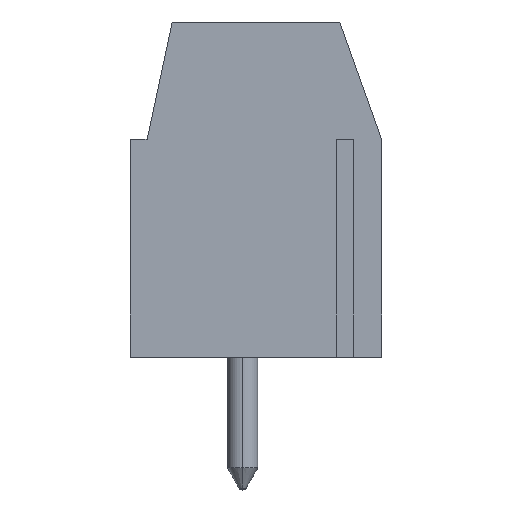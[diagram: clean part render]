
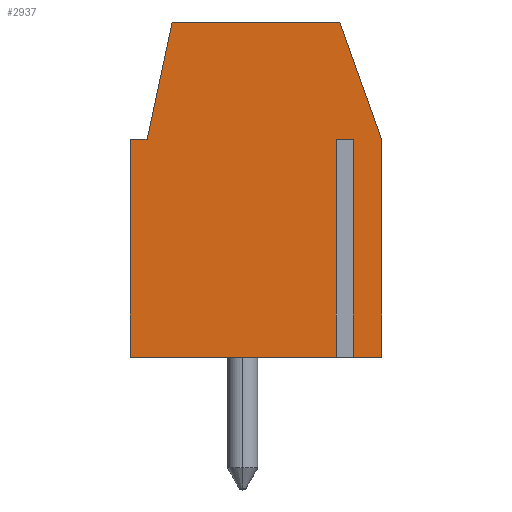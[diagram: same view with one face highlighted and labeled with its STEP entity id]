
A CAD part, top view. The second image highlights one B-rep face of the part: STEP entity #2937.
In plain terms, the highlighted planar face has unit normal (0, 0, 1).
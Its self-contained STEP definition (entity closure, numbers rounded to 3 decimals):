
#2 = VERTEX_POINT ( 'NONE', #2294 ) ;
#42 = EDGE_CURVE ( 'NONE', #3630, #2619, #1473, .T. ) ;
#46 = VERTEX_POINT ( 'NONE', #2710 ) ;
#65 = ORIENTED_EDGE ( 'NONE', *, *, #648, .T. ) ;
#73 = CARTESIAN_POINT ( 'NONE',  ( -3.25, 6.5, 5. ) ) ;
#104 = VECTOR ( 'NONE', #1843, 1000. ) ;
#206 = VERTEX_POINT ( 'NONE', #73 ) ;
#280 = ORIENTED_EDGE ( 'NONE', *, *, #598, .T. ) ;
#288 = DIRECTION ( 'NONE',  ( -1., 0., 0. ) ) ;
#293 = CARTESIAN_POINT ( 'NONE',  ( 2.9, 6.5, 5. ) ) ;
#346 = FACE_OUTER_BOUND ( 'NONE', #1249, .T. ) ;
#424 = VECTOR ( 'NONE', #1478, 1000. ) ;
#462 = VECTOR ( 'NONE', #1327, 1000. ) ;
#517 = DIRECTION ( 'NONE',  ( -1., 0., 0. ) ) ;
#524 = CARTESIAN_POINT ( 'NONE',  ( -3.75, 0., 5. ) ) ;
#529 = CARTESIAN_POINT ( 'NONE',  ( -3.25, 6.5, 5. ) ) ;
#542 = CARTESIAN_POINT ( 'NONE',  ( 2.4, 6.5, 5. ) ) ;
#566 = CARTESIAN_POINT ( 'NONE',  ( 0., 6.5, 5. ) ) ;
#598 = EDGE_CURVE ( 'NONE', #1240, #1198, #1120, .T. ) ;
#648 = EDGE_CURVE ( 'NONE', #2576, #1041, #3391, .T. ) ;
#657 = DIRECTION ( 'NONE',  ( 0., 0., -1. ) ) ;
#691 = ORIENTED_EDGE ( 'NONE', *, *, #2793, .F. ) ;
#850 = CARTESIAN_POINT ( 'NONE',  ( 3.75, 6.5, 5. ) ) ;
#857 = EDGE_CURVE ( 'NONE', #2091, #3694, #2306, .T. ) ;
#956 = EDGE_CURVE ( 'NONE', #46, #2091, #2986, .T. ) ;
#981 = ORIENTED_EDGE ( 'NONE', *, *, #956, .T. ) ;
#1017 = EDGE_CURVE ( 'NONE', #3630, #2576, #1558, .T. ) ;
#1041 = VERTEX_POINT ( 'NONE', #1509 ) ;
#1052 = ORIENTED_EDGE ( 'NONE', *, *, #3041, .T. ) ;
#1111 = LINE ( 'NONE', #2365, #462 ) ;
#1120 = LINE ( 'NONE', #850, #424 ) ;
#1124 = CARTESIAN_POINT ( 'NONE',  ( -3.75, 6.5, 5. ) ) ;
#1161 = CARTESIAN_POINT ( 'NONE',  ( 2.5, 10., 5. ) ) ;
#1198 = VERTEX_POINT ( 'NONE', #1161 ) ;
#1206 = CARTESIAN_POINT ( 'NONE',  ( 2.4, 6.5, 5. ) ) ;
#1240 = VERTEX_POINT ( 'NONE', #2412 ) ;
#1249 = EDGE_LOOP ( 'NONE', ( #1862, #691, #3769, #3763, #65, #1707, #280, #1052, #2973, #1706, #981 ) ) ;
#1327 = DIRECTION ( 'NONE',  ( -1., 0., 0. ) ) ;
#1330 = DIRECTION ( 'NONE',  ( 0., -1., 0. ) ) ;
#1473 = LINE ( 'NONE', #566, #2173 ) ;
#1478 = DIRECTION ( 'NONE',  ( -0.336, 0.942, 0. ) ) ;
#1509 = CARTESIAN_POINT ( 'NONE',  ( 3.75, 0., 5. ) ) ;
#1526 = EDGE_CURVE ( 'NONE', #2, #206, #3384, .T. ) ;
#1558 = LINE ( 'NONE', #293, #104 ) ;
#1571 = CARTESIAN_POINT ( 'NONE',  ( -3.75, 0., 5. ) ) ;
#1706 = ORIENTED_EDGE ( 'NONE', *, *, #3620, .T. ) ;
#1707 = ORIENTED_EDGE ( 'NONE', *, *, #1977, .T. ) ;
#1843 = DIRECTION ( 'NONE',  ( 0., -1., 0. ) ) ;
#1855 = DIRECTION ( 'NONE',  ( 1., 0., 0. ) ) ;
#1858 = PLANE ( 'NONE',  #3484 ) ;
#1862 = ORIENTED_EDGE ( 'NONE', *, *, #857, .T. ) ;
#1977 = EDGE_CURVE ( 'NONE', #1041, #1240, #3424, .T. ) ;
#1998 = CARTESIAN_POINT ( 'NONE',  ( -3.75, 0., 5. ) ) ;
#2091 = VERTEX_POINT ( 'NONE', #2662 ) ;
#2104 = DIRECTION ( 'NONE',  ( 0., -1., 0. ) ) ;
#2127 = VECTOR ( 'NONE', #2853, 1000. ) ;
#2173 = VECTOR ( 'NONE', #4034, 1000. ) ;
#2294 = CARTESIAN_POINT ( 'NONE',  ( -2.5, 10., 5. ) ) ;
#2306 = LINE ( 'NONE', #1998, #2772 ) ;
#2365 = CARTESIAN_POINT ( 'NONE',  ( -2.5, 10., 5. ) ) ;
#2412 = CARTESIAN_POINT ( 'NONE',  ( 3.75, 6.5, 5. ) ) ;
#2576 = VERTEX_POINT ( 'NONE', #3984 ) ;
#2619 = VERTEX_POINT ( 'NONE', #542 ) ;
#2662 = CARTESIAN_POINT ( 'NONE',  ( -3.75, 0., 5. ) ) ;
#2682 = LINE ( 'NONE', #1124, #3084 ) ;
#2710 = CARTESIAN_POINT ( 'NONE',  ( -3.75, 6.5, 5. ) ) ;
#2758 = LINE ( 'NONE', #1206, #3676 ) ;
#2772 = VECTOR ( 'NONE', #3905, 1000. ) ;
#2793 = EDGE_CURVE ( 'NONE', #2619, #3694, #2758, .T. ) ;
#2814 = CARTESIAN_POINT ( 'NONE',  ( 3.75, 0., 5. ) ) ;
#2822 = CARTESIAN_POINT ( 'NONE',  ( 0., 0., 5. ) ) ;
#2853 = DIRECTION ( 'NONE',  ( 0., 1., 0. ) ) ;
#2854 = VECTOR ( 'NONE', #3368, 1000. ) ;
#2933 = CARTESIAN_POINT ( 'NONE',  ( 2.4, 0., 5. ) ) ;
#2937 = ADVANCED_FACE ( 'NONE', ( #346 ), #1858, .F. ) ;
#2973 = ORIENTED_EDGE ( 'NONE', *, *, #1526, .T. ) ;
#2986 = LINE ( 'NONE', #524, #3846 ) ;
#3041 = EDGE_CURVE ( 'NONE', #1198, #2, #1111, .T. ) ;
#3084 = VECTOR ( 'NONE', #517, 1000. ) ;
#3111 = CARTESIAN_POINT ( 'NONE',  ( 2.9, 6.5, 5. ) ) ;
#3323 = VECTOR ( 'NONE', #1855, 1000. ) ;
#3368 = DIRECTION ( 'NONE',  ( -0.21, -0.978, 0. ) ) ;
#3384 = LINE ( 'NONE', #529, #2854 ) ;
#3391 = LINE ( 'NONE', #1571, #3323 ) ;
#3424 = LINE ( 'NONE', #2814, #2127 ) ;
#3484 = AXIS2_PLACEMENT_3D ( 'NONE', #2822, #657, #288 ) ;
#3620 = EDGE_CURVE ( 'NONE', #206, #46, #2682, .T. ) ;
#3630 = VERTEX_POINT ( 'NONE', #3111 ) ;
#3676 = VECTOR ( 'NONE', #1330, 1000. ) ;
#3694 = VERTEX_POINT ( 'NONE', #2933 ) ;
#3763 = ORIENTED_EDGE ( 'NONE', *, *, #1017, .T. ) ;
#3769 = ORIENTED_EDGE ( 'NONE', *, *, #42, .F. ) ;
#3846 = VECTOR ( 'NONE', #2104, 1000. ) ;
#3905 = DIRECTION ( 'NONE',  ( 1., 0., 0. ) ) ;
#3984 = CARTESIAN_POINT ( 'NONE',  ( 2.9, 0., 5. ) ) ;
#4034 = DIRECTION ( 'NONE',  ( -1., 0., 0. ) ) ;
